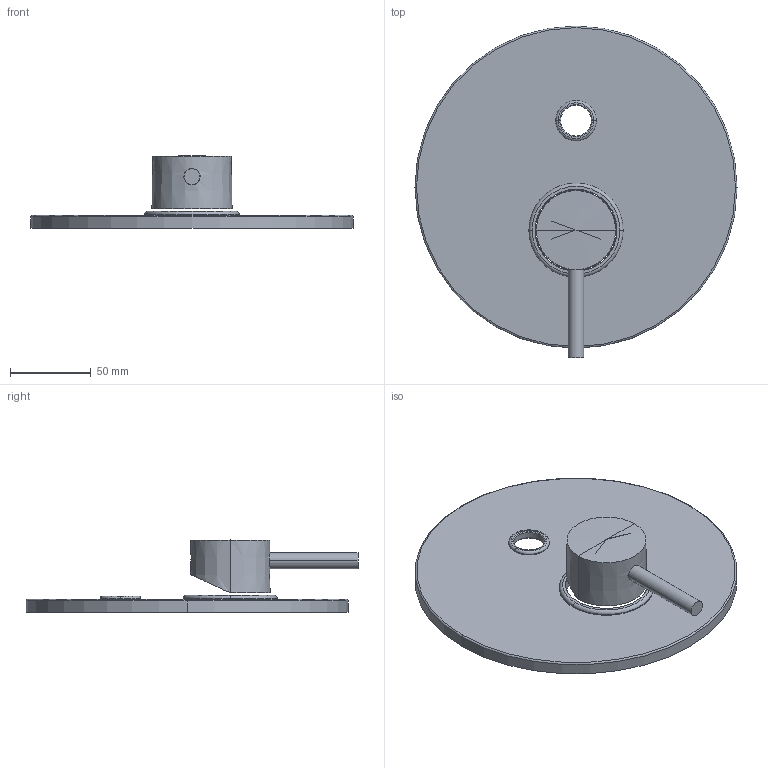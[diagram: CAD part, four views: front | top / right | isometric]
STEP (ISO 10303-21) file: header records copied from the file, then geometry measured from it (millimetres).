
FILE_DESCRIPTION((''),'2;1');
FILE_NAME('BI015CREST','2021-11-04T09:16:48',('ut3'),('PAFFONI SpA'),'CREO PARAMETRIC BY PTC INC, 2020044','CREO PARAMETRIC BY PTC INC, 2020044','');
FILE_SCHEMA(('CONFIG_CONTROL_DESIGN','SHAPE_APPEARANCE_LAYERS_GROUPS'));
Length unit declared in the file: millimetre
Products named in the file (1): BI015CREST
Bounding box: 200 x 206.1 x 45 mm (x, y, z)
Volume: 55959.1 mm3; surface area: 86284.4 mm2
Topology: 2 solids, 2 shells, 109 faces, 255 edges, 159 vertices
Faces by surface type: plane 44, cylinder 27, torus 20, cone 18
Entity records: 4389 total; most frequent: CARTESIAN_POINT 917, DIRECTION 567, ORIENTED_EDGE 506, EDGE_CURVE 253, AXIS2_PLACEMENT_3D 234, VERTEX_POINT 159, EDGE_LOOP 128, FILL_AREA_STYLE_COLOUR 128
